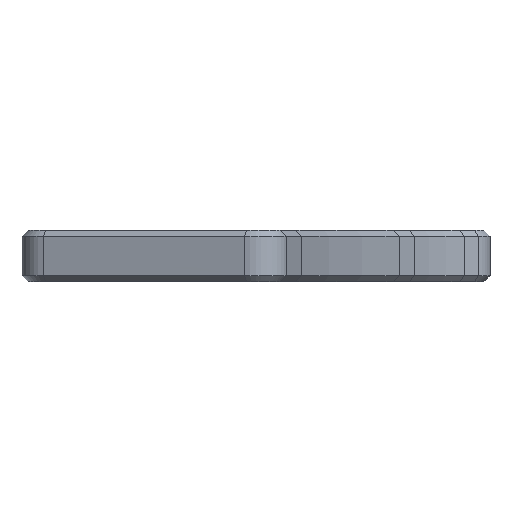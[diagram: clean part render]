
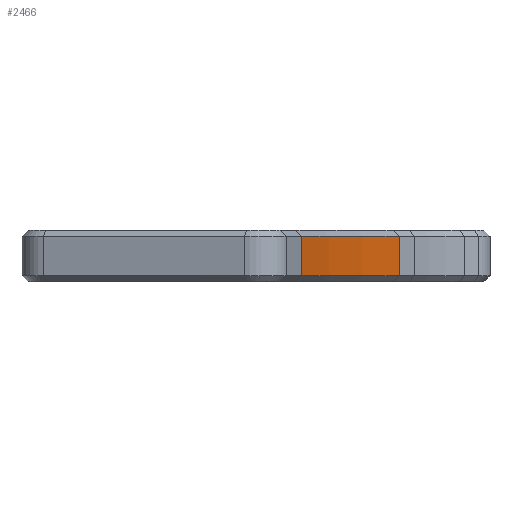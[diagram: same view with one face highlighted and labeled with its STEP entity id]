
A CAD part, left-side view. The second image highlights one B-rep face of the part: STEP entity #2466.
In plain terms, the highlighted cylindrical face has radius 210.62 mm (diameter 421.239 mm), a partial arc.
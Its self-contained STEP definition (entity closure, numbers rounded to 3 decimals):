
#39=CYLINDRICAL_SURFACE('',#2660,210.62);
#189=FACE_OUTER_BOUND('',#338,.T.);
#338=EDGE_LOOP('',(#1809,#1810,#1811,#1812));
#556=LINE('',#12192,#769);
#558=LINE('',#12196,#771);
#769=VECTOR('',#3046,10.);
#771=VECTOR('',#3050,10.);
#935=CIRCLE('',#2609,210.62);
#962=CIRCLE('',#2661,210.62);
#1064=VERTEX_POINT('',#4074);
#1067=VERTEX_POINT('',#4082);
#1117=VERTEX_POINT('',#12191);
#1118=VERTEX_POINT('',#12195);
#1302=EDGE_CURVE('',#1064,#1067,#935,.T.);
#1383=EDGE_CURVE('',#1117,#1067,#556,.T.);
#1385=EDGE_CURVE('',#1118,#1064,#558,.T.);
#1386=EDGE_CURVE('',#1117,#1118,#962,.T.);
#1809=ORIENTED_EDGE('',*,*,#1302,.F.);
#1810=ORIENTED_EDGE('',*,*,#1385,.F.);
#1811=ORIENTED_EDGE('',*,*,#1386,.F.);
#1812=ORIENTED_EDGE('',*,*,#1383,.T.);
#2466=ADVANCED_FACE('',(#189),#39,.F.);
#2609=AXIS2_PLACEMENT_3D('',#4083,#2902,#2903);
#2660=AXIS2_PLACEMENT_3D('',#12194,#3048,#3049);
#2661=AXIS2_PLACEMENT_3D('',#12197,#3051,#3052);
#2902=DIRECTION('center_axis',(0.,0.,1.));
#2903=DIRECTION('ref_axis',(0.574,0.819,0.));
#3046=DIRECTION('',(0.,0.,-1.));
#3048=DIRECTION('center_axis',(0.,0.,-1.));
#3049=DIRECTION('ref_axis',(0.574,0.819,0.));
#3050=DIRECTION('',(0.,0.,-1.));
#3051=DIRECTION('center_axis',(0.,0.,-1.));
#3052=DIRECTION('ref_axis',(0.574,0.819,0.));
#4074=CARTESIAN_POINT('',(-55.256,-20.829,-8.1));
#4082=CARTESIAN_POINT('',(-100.056,3.106,-8.1));
#4083=CARTESIAN_POINT('Origin',(-176.182,-193.275,-8.1));
#12191=CARTESIAN_POINT('',(-100.056,3.106,1.5));
#12192=CARTESIAN_POINT('',(-100.056,3.106,3.));
#12194=CARTESIAN_POINT('Origin',(-176.182,-193.275,3.));
#12195=CARTESIAN_POINT('',(-55.256,-20.829,1.5));
#12196=CARTESIAN_POINT('',(-55.256,-20.829,3.));
#12197=CARTESIAN_POINT('Origin',(-176.182,-193.275,1.5));
